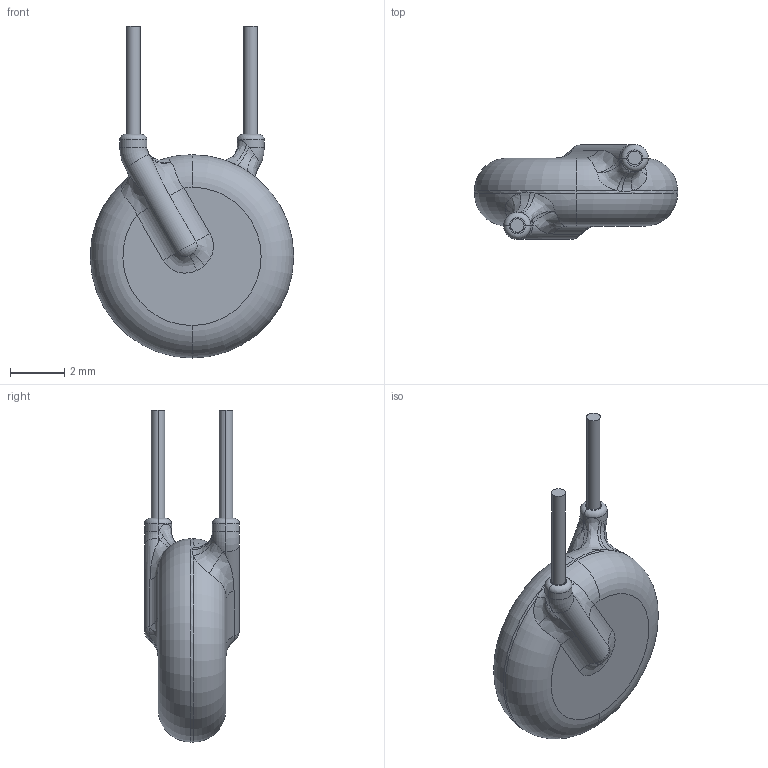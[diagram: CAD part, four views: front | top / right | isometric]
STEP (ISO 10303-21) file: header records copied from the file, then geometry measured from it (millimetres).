
FILE_DESCRIPTION (( 'STEP AP214' ), '1' );
FILE_NAME ('cap.STEP', '2020-08-02T12:50:42', ( 'pkot' ), ( '' ), 'SwSTEP 2.0', 'SolidWorks 2020', '' );
FILE_SCHEMA (( 'AUTOMOTIVE_DESIGN' ));
Length unit declared in the file: millimetre
Products named in the file (1): cap
Bounding box: 7.5 x 3.5 x 12.25 mm (x, y, z)
Volume: 105 mm3; surface area: 147.3 mm2
Topology: 1 solids, 1 shells, 66 faces, 150 edges, 86 vertices
Faces by surface type: bspline 22, cylinder 20, torus 18, plane 6
Entity records: 3375 total; most frequent: CARTESIAN_POINT 1282, ORIENTED_EDGE 296, DIRECTION 260, EDGE_CURVE 148, AXIS2_PLACEMENT_3D 119, VERTEX_POINT 86, CIRCLE 74, UNCERTAINTY_MEASURE_WITH_UNIT 69
